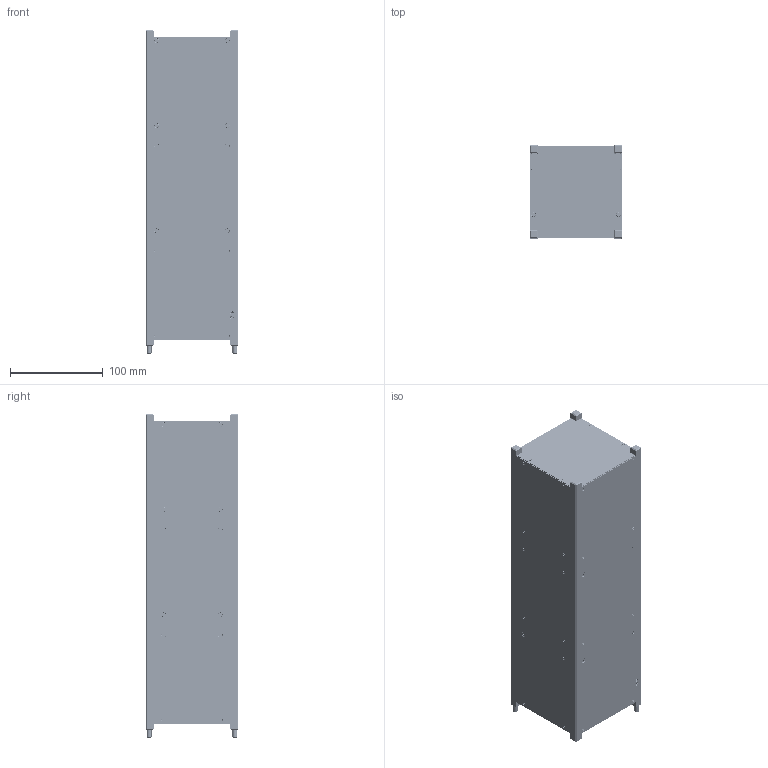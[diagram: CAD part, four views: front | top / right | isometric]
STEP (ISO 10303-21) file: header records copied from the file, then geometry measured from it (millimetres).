
FILE_DESCRIPTION((''),'2;1');
FILE_NAME('ISIS_3U_CUBESAT_STRUCTURE','2011-03-25T',(''),(''),'PRO/ENGINEER BY PARAMETRIC TECHNOLOGY CORPORATION, 2003250','PRO/ENGINEER BY PARAMETRIC TECHNOLOGY CORPORATION, 2003250','');
FILE_SCHEMA(('CONFIG_CONTROL_DESIGN'));
Length unit declared in the file: millimetre
Products named in the file (31): NUT_M1_6; SCREW_M1_6X4; KS_MECH_SCREWS_ASM; SPRING_02; KILL_SWITCH_LEVER; KILL_SWITCH_SWITCH; BRACKET_KS_007B; BRACKET_KS_007A; KILL_SWITCH_PINS; KILL_SWITCH_BODY; KILL_SWITCH_AV46J_ASM; KS_MECH_UPDATED_OPEN_ASM; SIDE_FRAME_007BOTTOM; SIDE_FRAME_007TOP; SIDE_FRAME_007MIDDLE; SIDE_FRAME_007_TRIPLE_ASM; BUSJE_001; KILL_SWITCH_PIN; SCREW_M2_5X6; SCREWS_TO_SIDEFRAME_ASM; SSP_F_3U; SSP_R; 3U_STS_FRAME_ASEMBLED_02_ASM; TSP_R_V_01; REVD_02-1_RIB_F; REVE_02-1_RIB_C; REVE_02-1_RIB_E; REVD_02-1_RIB_D; REVD_RIB_HELICOILS_ASM; REVE_02-1_ASSEMBLY_RIB_CDEF_ASM; ISIS_3U_CUBESAT_STRUCTURE
Assembly tree (58 placements, depth 5):
  ISIS_3U_CUBESAT_STRUCTURE
    3U_STS_FRAME_ASEMBLED_02_ASM  x2
      KS_MECH_SCREWS_ASM
        NUT_M1_6  x2
        SCREW_M1_6X4  x4
      SPRING_02
      KS_MECH_UPDATED_OPEN_ASM
        KILL_SWITCH_LEVER
        KILL_SWITCH_SWITCH
        BRACKET_KS_007B
        BRACKET_KS_007A
        KILL_SWITCH_AV46J_ASM
          KILL_SWITCH_PINS
          KILL_SWITCH_BODY
      SIDE_FRAME_007_TRIPLE_ASM
        SIDE_FRAME_007BOTTOM
        SIDE_FRAME_007TOP
        SIDE_FRAME_007MIDDLE
      BUSJE_001
      KILL_SWITCH_PIN
      SCREWS_TO_SIDEFRAME_ASM
        SCREW_M2_5X6  x4
      SSP_F_3U
      SSP_R
    TSP_R_V_01  x2
    REVE_02-1_ASSEMBLY_RIB_CDEF_ASM  x3
      REVD_02-1_RIB_F
      REVE_02-1_RIB_C
      REVE_02-1_RIB_E
      REVD_02-1_RIB_D
      SCREW_M2_5X6
      REVD_RIB_HELICOILS_ASM
        SCREW_M2_5X6  x4
Bounding box: 100 x 100 x 348.5 mm (x, y, z)
Volume: 162694.1 mm3; surface area: 377749.7 mm2
Topology: 150 solids, 150 shells, 7020 faces, 18162 edges, 11532 vertices
Faces by surface type: plane 2992, cylinder 2598, cone 1404, bspline 18, torus 8
Entity records: 48999 total; most frequent: CARTESIAN_POINT 10175, DIRECTION 8360, ORIENTED_EDGE 7794, EDGE_CURVE 3897, AXIS2_PLACEMENT_3D 2934, VECTOR 2492, LINE 2492, VERTEX_POINT 2472
